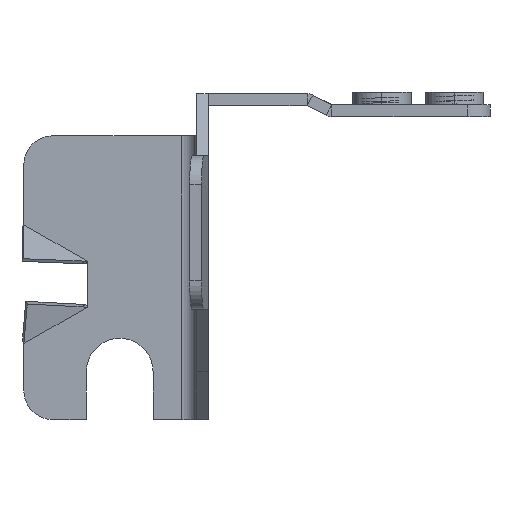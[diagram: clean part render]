
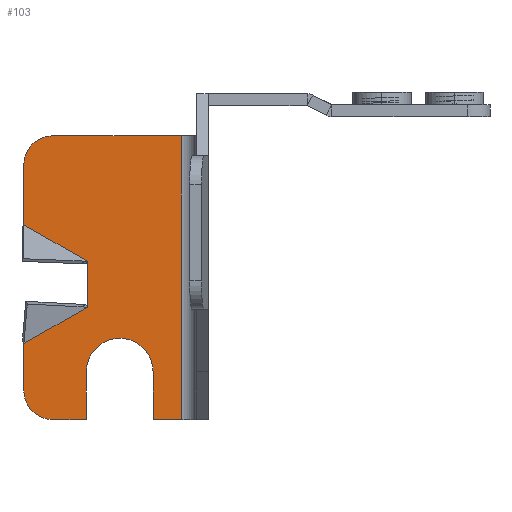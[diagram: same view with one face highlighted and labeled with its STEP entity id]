
A CAD part, left-side view. The second image highlights one B-rep face of the part: STEP entity #103.
In plain terms, the highlighted planar face has unit normal (-1, 0, 0).
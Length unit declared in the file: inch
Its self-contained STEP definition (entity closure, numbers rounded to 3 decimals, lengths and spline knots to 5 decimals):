
#91 = ORIENTED_EDGE ( 'NONE', *, *, #584, .T. ) ;
#100 = ORIENTED_EDGE ( 'NONE', *, *, #136, .T. ) ;
#102 = EDGE_LOOP ( 'NONE', ( #100, #91, #5026, #250, #248, #244, #5031, #571, #574, #577, #579, #580, #557, #560 ) ) ;
#103 = ADVANCED_FACE ( 'NONE', ( #1764 ), #1763, .T. ) ;
#108 = VERTEX_POINT ( 'NONE', #1817 ) ;
#112 = EDGE_CURVE ( 'NONE', #113, #108, #1812, .T. ) ;
#113 = VERTEX_POINT ( 'NONE', #1808 ) ;
#136 = EDGE_CURVE ( 'NONE', #167, #140, #1868, .T. ) ;
#140 = VERTEX_POINT ( 'NONE', #1860 ) ;
#167 = VERTEX_POINT ( 'NONE', #1938 ) ;
#242 = EDGE_CURVE ( 'NONE', #245, #243, #2009, .T. ) ;
#243 = VERTEX_POINT ( 'NONE', #2058 ) ;
#244 = ORIENTED_EDGE ( 'NONE', *, *, #242, .T. ) ;
#245 = VERTEX_POINT ( 'NONE', #2057 ) ;
#246 = EDGE_CURVE ( 'NONE', #247, #245, #2056, .T. ) ;
#247 = VERTEX_POINT ( 'NONE', #2051 ) ;
#248 = ORIENTED_EDGE ( 'NONE', *, *, #246, .T. ) ;
#249 = EDGE_CURVE ( 'NONE', #5007, #247, #2050, .T. ) ;
#250 = ORIENTED_EDGE ( 'NONE', *, *, #249, .T. ) ;
#557 = ORIENTED_EDGE ( 'NONE', *, *, #558, .T. ) ;
#558 = EDGE_CURVE ( 'NONE', #582, #559, #2713, .T. ) ;
#559 = VERTEX_POINT ( 'NONE', #2709 ) ;
#560 = ORIENTED_EDGE ( 'NONE', *, *, #561, .T. ) ;
#561 = EDGE_CURVE ( 'NONE', #559, #167, #2769, .T. ) ;
#570 = VERTEX_POINT ( 'NONE', #2749 ) ;
#571 = ORIENTED_EDGE ( 'NONE', *, *, #572, .F. ) ;
#572 = EDGE_CURVE ( 'NONE', #573, #570, #2748, .T. ) ;
#573 = VERTEX_POINT ( 'NONE', #2744 ) ;
#574 = ORIENTED_EDGE ( 'NONE', *, *, #575, .T. ) ;
#575 = EDGE_CURVE ( 'NONE', #573, #576, #2743, .T. ) ;
#576 = VERTEX_POINT ( 'NONE', #2739 ) ;
#577 = ORIENTED_EDGE ( 'NONE', *, *, #578, .T. ) ;
#578 = EDGE_CURVE ( 'NONE', #576, #113, #2800, .T. ) ;
#579 = ORIENTED_EDGE ( 'NONE', *, *, #112, .T. ) ;
#580 = ORIENTED_EDGE ( 'NONE', *, *, #581, .T. ) ;
#581 = EDGE_CURVE ( 'NONE', #108, #582, #2796, .T. ) ;
#582 = VERTEX_POINT ( 'NONE', #2792 ) ;
#584 = EDGE_CURVE ( 'NONE', #140, #5008, #2791, .T. ) ;
#1762 = AXIS2_PLACEMENT_3D ( 'NONE', #1824, #1823, #1822 ) ;
#1763 = PLANE ( 'NONE',  #1762 ) ;
#1764 = FACE_OUTER_BOUND ( 'NONE', #102, .T. ) ;
#1808 = CARTESIAN_POINT ( 'NONE',  ( 0., 0.45, 0.665 ) ) ;
#1809 = DIRECTION ( 'NONE',  ( 0., 0., -1. ) ) ;
#1810 = VECTOR ( 'NONE', #1809, 39.37008 ) ;
#1811 = CARTESIAN_POINT ( 'NONE',  ( 0., 0.45, 0.85 ) ) ;
#1812 = LINE ( 'NONE', #1811, #1810 ) ;
#1817 = CARTESIAN_POINT ( 'NONE',  ( 0., 0.45, 0.50826 ) ) ;
#1822 = DIRECTION ( 'NONE',  ( 0., 0., 1. ) ) ;
#1823 = DIRECTION ( 'NONE',  ( -1., 0., 0. ) ) ;
#1824 = CARTESIAN_POINT ( 'NONE',  ( 0., 0.039, 0.85 ) ) ;
#1860 = CARTESIAN_POINT ( 'NONE',  ( 0., 0.45, 0.075 ) ) ;
#1865 = DIRECTION ( 'NONE',  ( 0., 0., -1. ) ) ;
#1866 = VECTOR ( 'NONE', #1865, 39.37008 ) ;
#1867 = CARTESIAN_POINT ( 'NONE',  ( 0., 0.45, 0.85 ) ) ;
#1868 = LINE ( 'NONE', #1867, #1866 ) ;
#1938 = CARTESIAN_POINT ( 'NONE',  ( 0., 0.45, 0.19774 ) ) ;
#2008 = CARTESIAN_POINT ( 'NONE',  ( 0., 0.113, 0.125 ) ) ;
#2009 = LINE ( 'NONE', #2008, #2060 ) ;
#2047 = DIRECTION ( 'NONE',  ( 0., 0., 1. ) ) ;
#2048 = VECTOR ( 'NONE', #2047, 39.37008 ) ;
#2049 = CARTESIAN_POINT ( 'NONE',  ( 0., 0.287, 0.125 ) ) ;
#2050 = LINE ( 'NONE', #2049, #2048 ) ;
#2051 = CARTESIAN_POINT ( 'NONE',  ( 0., 0.287, 0.125 ) ) ;
#2052 = DIRECTION ( 'NONE',  ( 0., 0., -1. ) ) ;
#2053 = DIRECTION ( 'NONE',  ( 1., 0., 0. ) ) ;
#2054 = CARTESIAN_POINT ( 'NONE',  ( 0., 0.2, 0.125 ) ) ;
#2055 = AXIS2_PLACEMENT_3D ( 'NONE', #2054, #2053, #2052 ) ;
#2056 = CIRCLE ( 'NONE', #2055, 0.087 ) ;
#2057 = CARTESIAN_POINT ( 'NONE',  ( 0., 0.113, 0.125 ) ) ;
#2058 = CARTESIAN_POINT ( 'NONE',  ( 0., 0.113, 0. ) ) ;
#2059 = DIRECTION ( 'NONE',  ( 0., 0., -1. ) ) ;
#2060 = VECTOR ( 'NONE', #2059, 39.37008 ) ;
#2709 = CARTESIAN_POINT ( 'NONE',  ( 0., 0.285, 0.293 ) ) ;
#2710 = DIRECTION ( 'NONE',  ( 0., 0., -1. ) ) ;
#2711 = VECTOR ( 'NONE', #2710, 39.37008 ) ;
#2712 = CARTESIAN_POINT ( 'NONE',  ( 0., 0.285, 0.413 ) ) ;
#2713 = LINE ( 'NONE', #2712, #2711 ) ;
#2738 = CARTESIAN_POINT ( 'NONE',  ( 0., 0.375, 0.665 ) ) ;
#2739 = CARTESIAN_POINT ( 'NONE',  ( 0., 0.375, 0.74 ) ) ;
#2740 = DIRECTION ( 'NONE',  ( 0., 1., 0. ) ) ;
#2741 = VECTOR ( 'NONE', #2740, 39.37008 ) ;
#2742 = CARTESIAN_POINT ( 'NONE',  ( 0., 0.039, 0.74 ) ) ;
#2743 = LINE ( 'NONE', #2742, #2741 ) ;
#2744 = CARTESIAN_POINT ( 'NONE',  ( 0., 0.039, 0.74 ) ) ;
#2745 = DIRECTION ( 'NONE',  ( 0., 0., -1. ) ) ;
#2746 = VECTOR ( 'NONE', #2745, 39.37008 ) ;
#2747 = CARTESIAN_POINT ( 'NONE',  ( 0., 0.039, 0.85 ) ) ;
#2748 = LINE ( 'NONE', #2747, #2746 ) ;
#2749 = CARTESIAN_POINT ( 'NONE',  ( 0., 0.039, 0. ) ) ;
#2766 = DIRECTION ( 'NONE',  ( 0., 0.866, -0.5 ) ) ;
#2767 = VECTOR ( 'NONE', #2766, 39.37008 ) ;
#2768 = CARTESIAN_POINT ( 'NONE',  ( 0., 0.45, 0.19774 ) ) ;
#2769 = LINE ( 'NONE', #2768, #2767 ) ;
#2787 = DIRECTION ( 'NONE',  ( 0., 0., 1. ) ) ;
#2788 = DIRECTION ( 'NONE',  ( -1., 0., 0. ) ) ;
#2789 = CARTESIAN_POINT ( 'NONE',  ( 0., 0.375, 0.075 ) ) ;
#2790 = AXIS2_PLACEMENT_3D ( 'NONE', #2789, #2788, #2787 ) ;
#2791 = CIRCLE ( 'NONE', #2790, 0.075 ) ;
#2792 = CARTESIAN_POINT ( 'NONE',  ( 0., 0.285, 0.413 ) ) ;
#2793 = DIRECTION ( 'NONE',  ( 0., -0.866, -0.5 ) ) ;
#2794 = VECTOR ( 'NONE', #2793, 39.37008 ) ;
#2795 = CARTESIAN_POINT ( 'NONE',  ( 0., 0.45, 0.50826 ) ) ;
#2796 = LINE ( 'NONE', #2795, #2794 ) ;
#2797 = DIRECTION ( 'NONE',  ( 0., 0., 1. ) ) ;
#2798 = DIRECTION ( 'NONE',  ( -1., 0., 0. ) ) ;
#2799 = AXIS2_PLACEMENT_3D ( 'NONE', #2738, #2798, #2797 ) ;
#2800 = CIRCLE ( 'NONE', #2799, 0.075 ) ;
#4745 = DIRECTION ( 'NONE',  ( 0., 1., 0. ) ) ;
#4746 = VECTOR ( 'NONE', #4745, 39.37008 ) ;
#4747 = CARTESIAN_POINT ( 'NONE',  ( 0., 0.039, 0. ) ) ;
#4748 = LINE ( 'NONE', #4747, #4746 ) ;
#4755 = CARTESIAN_POINT ( 'NONE',  ( 0., 0.375, 0. ) ) ;
#4756 = CARTESIAN_POINT ( 'NONE',  ( 0., 0.287, 0. ) ) ;
#4771 = DIRECTION ( 'NONE',  ( 0., 1., 0. ) ) ;
#4772 = VECTOR ( 'NONE', #4771, 39.37008 ) ;
#4773 = CARTESIAN_POINT ( 'NONE',  ( 0., 0.039, 0. ) ) ;
#4774 = LINE ( 'NONE', #4773, #4772 ) ;
#5007 = VERTEX_POINT ( 'NONE', #4756 ) ;
#5008 = VERTEX_POINT ( 'NONE', #4755 ) ;
#5012 = EDGE_CURVE ( 'NONE', #5007, #5008, #4748, .T. ) ;
#5026 = ORIENTED_EDGE ( 'NONE', *, *, #5012, .F. ) ;
#5030 = EDGE_CURVE ( 'NONE', #570, #243, #4774, .T. ) ;
#5031 = ORIENTED_EDGE ( 'NONE', *, *, #5030, .F. ) ;
